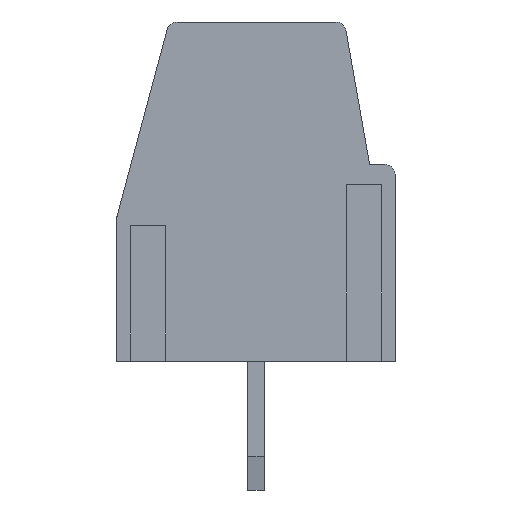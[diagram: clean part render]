
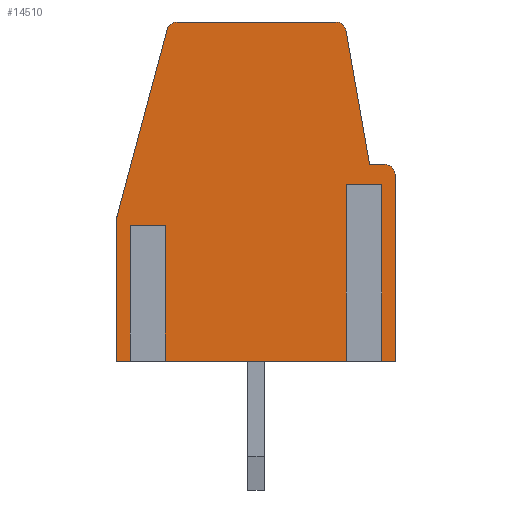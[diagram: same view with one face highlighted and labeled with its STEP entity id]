
A CAD part, left-side view. The second image highlights one B-rep face of the part: STEP entity #14510.
In plain terms, the highlighted planar face has unit normal (-1, 0, 0).
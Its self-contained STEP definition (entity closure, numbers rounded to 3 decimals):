
#12405 = EDGE_CURVE('',#12406,#12408,#12410,.T.);
#12406 = VERTEX_POINT('',#12407);
#12407 = CARTESIAN_POINT('',(-33.019,3.494,0.014));
#12408 = VERTEX_POINT('',#12409);
#12409 = CARTESIAN_POINT('',(-33.019,4.107,0.014));
#12410 = LINE('',#12411,#12412);
#12411 = CARTESIAN_POINT('',(-33.019,-4.093,0.014));
#12412 = VECTOR('',#12413,1.);
#12413 = DIRECTION('',(0.,1.,0.));
#12436 = VERTEX_POINT('',#12437);
#12437 = CARTESIAN_POINT('',(-33.019,-4.093,0.014));
#12443 = EDGE_CURVE('',#12436,#12444,#12446,.T.);
#12444 = VERTEX_POINT('',#12445);
#12445 = CARTESIAN_POINT('',(-33.019,-3.481,0.014));
#12446 = LINE('',#12447,#12448);
#12447 = CARTESIAN_POINT('',(-33.019,-4.093,0.014));
#12448 = VECTOR('',#12449,1.);
#12449 = DIRECTION('',(0.,1.,0.));
#12468 = VERTEX_POINT('',#12469);
#12469 = CARTESIAN_POINT('',(-33.019,-2.881,0.014));
#12475 = EDGE_CURVE('',#12468,#12476,#12478,.T.);
#12476 = VERTEX_POINT('',#12477);
#12477 = CARTESIAN_POINT('',(-33.019,2.894,0.014));
#12478 = LINE('',#12479,#12480);
#12479 = CARTESIAN_POINT('',(-33.019,-4.093,0.014));
#12480 = VECTOR('',#12481,1.);
#12481 = DIRECTION('',(0.,1.,0.));
#13998 = EDGE_CURVE('',#13999,#12436,#14001,.T.);
#13999 = VERTEX_POINT('',#14000);
#14000 = CARTESIAN_POINT('',(-33.019,-4.093,5.514));
#14001 = LINE('',#14002,#14003);
#14002 = CARTESIAN_POINT('',(-33.019,-4.093,5.814));
#14003 = VECTOR('',#14004,1.);
#14004 = DIRECTION('',(0.,0.,-1.));
#14022 = EDGE_CURVE('',#14023,#13999,#14025,.T.);
#14023 = VERTEX_POINT('',#14024);
#14024 = CARTESIAN_POINT('',(-33.019,-3.793,5.814));
#14025 = CIRCLE('',#14026,0.3);
#14026 = AXIS2_PLACEMENT_3D('',#14027,#14028,#14029);
#14027 = CARTESIAN_POINT('',(-33.019,-3.793,5.514));
#14028 = DIRECTION('',(1.,0.,0.));
#14029 = DIRECTION('',(0.,1.,0.));
#14047 = EDGE_CURVE('',#14048,#14023,#14050,.T.);
#14048 = VERTEX_POINT('',#14049);
#14049 = CARTESIAN_POINT('',(-33.019,-3.343,5.814));
#14050 = LINE('',#14051,#14052);
#14051 = CARTESIAN_POINT('',(-33.019,-3.343,5.814));
#14052 = VECTOR('',#14053,1.);
#14053 = DIRECTION('',(0.,-1.,0.));
#14071 = EDGE_CURVE('',#14072,#14048,#14074,.T.);
#14072 = VERTEX_POINT('',#14073);
#14073 = CARTESIAN_POINT('',(-33.019,-2.646,9.766));
#14074 = LINE('',#14075,#14076);
#14075 = CARTESIAN_POINT('',(-33.019,-2.646,9.766));
#14076 = VECTOR('',#14077,1.);
#14077 = DIRECTION('',(0.,-0.174,-0.985));
#14095 = EDGE_CURVE('',#14096,#14072,#14098,.T.);
#14096 = VERTEX_POINT('',#14097);
#14097 = CARTESIAN_POINT('',(-33.019,-2.351,10.014));
#14098 = CIRCLE('',#14099,0.3);
#14099 = AXIS2_PLACEMENT_3D('',#14100,#14101,#14102);
#14100 = CARTESIAN_POINT('',(-33.019,-2.351,9.714));
#14101 = DIRECTION('',(1.,0.,0.));
#14102 = DIRECTION('',(0.,1.,0.));
#14160 = EDGE_CURVE('',#14161,#14096,#14163,.T.);
#14161 = VERTEX_POINT('',#14162);
#14162 = CARTESIAN_POINT('',(-33.019,2.336,10.014));
#14163 = LINE('',#14164,#14165);
#14164 = CARTESIAN_POINT('',(-33.019,-4.093,10.014));
#14165 = VECTOR('',#14166,1.);
#14166 = DIRECTION('',(0.,-1.,0.));
#14184 = EDGE_CURVE('',#14185,#14161,#14187,.T.);
#14185 = VERTEX_POINT('',#14186);
#14186 = CARTESIAN_POINT('',(-33.019,2.626,9.791));
#14187 = CIRCLE('',#14188,0.3);
#14188 = AXIS2_PLACEMENT_3D('',#14189,#14190,#14191);
#14189 = CARTESIAN_POINT('',(-33.019,2.336,9.714));
#14190 = DIRECTION('',(1.,0.,0.));
#14191 = DIRECTION('',(0.,1.,0.));
#14209 = EDGE_CURVE('',#14210,#14185,#14212,.T.);
#14210 = VERTEX_POINT('',#14211);
#14211 = CARTESIAN_POINT('',(-33.019,4.107,4.264));
#14212 = LINE('',#14213,#14214);
#14213 = CARTESIAN_POINT('',(-33.019,4.107,4.264));
#14214 = VECTOR('',#14215,1.);
#14215 = DIRECTION('',(0.,-0.259,0.966));
#14233 = EDGE_CURVE('',#12408,#14210,#14234,.T.);
#14234 = LINE('',#14235,#14236);
#14235 = CARTESIAN_POINT('',(-33.019,4.107,0.014));
#14236 = VECTOR('',#14237,1.);
#14237 = DIRECTION('',(0.,0.,1.));
#14510 = ADVANCED_FACE('',(#14511),#14569,.F.);
#14511 = FACE_BOUND('',#14512,.T.);
#14512 = EDGE_LOOP('',(#14513,#14521,#14529,#14535,#14536,#14537,#14538,
    #14539,#14540,#14541,#14542,#14543,#14544,#14545,#14546,#14554,
    #14562,#14568));
#14513 = ORIENTED_EDGE('',*,*,#14514,.F.);
#14514 = EDGE_CURVE('',#14515,#12468,#14517,.T.);
#14515 = VERTEX_POINT('',#14516);
#14516 = CARTESIAN_POINT('',(-33.019,-2.881,5.214));
#14517 = LINE('',#14518,#14519);
#14518 = CARTESIAN_POINT('',(-33.019,-2.881,5.814));
#14519 = VECTOR('',#14520,1.);
#14520 = DIRECTION('',(0.,0.,-1.));
#14521 = ORIENTED_EDGE('',*,*,#14522,.F.);
#14522 = EDGE_CURVE('',#14523,#14515,#14525,.T.);
#14523 = VERTEX_POINT('',#14524);
#14524 = CARTESIAN_POINT('',(-33.019,-3.481,5.214));
#14525 = LINE('',#14526,#14527);
#14526 = CARTESIAN_POINT('',(-33.019,-4.093,5.214));
#14527 = VECTOR('',#14528,1.);
#14528 = DIRECTION('',(0.,1.,0.));
#14529 = ORIENTED_EDGE('',*,*,#14530,.F.);
#14530 = EDGE_CURVE('',#12444,#14523,#14531,.T.);
#14531 = LINE('',#14532,#14533);
#14532 = CARTESIAN_POINT('',(-33.019,-3.481,5.814));
#14533 = VECTOR('',#14534,1.);
#14534 = DIRECTION('',(0.,0.,1.));
#14535 = ORIENTED_EDGE('',*,*,#12443,.F.);
#14536 = ORIENTED_EDGE('',*,*,#13998,.F.);
#14537 = ORIENTED_EDGE('',*,*,#14022,.F.);
#14538 = ORIENTED_EDGE('',*,*,#14047,.F.);
#14539 = ORIENTED_EDGE('',*,*,#14071,.F.);
#14540 = ORIENTED_EDGE('',*,*,#14095,.F.);
#14541 = ORIENTED_EDGE('',*,*,#14160,.F.);
#14542 = ORIENTED_EDGE('',*,*,#14184,.F.);
#14543 = ORIENTED_EDGE('',*,*,#14209,.F.);
#14544 = ORIENTED_EDGE('',*,*,#14233,.F.);
#14545 = ORIENTED_EDGE('',*,*,#12405,.F.);
#14546 = ORIENTED_EDGE('',*,*,#14547,.F.);
#14547 = EDGE_CURVE('',#14548,#12406,#14550,.T.);
#14548 = VERTEX_POINT('',#14549);
#14549 = CARTESIAN_POINT('',(-33.019,3.494,4.014));
#14550 = LINE('',#14551,#14552);
#14551 = CARTESIAN_POINT('',(-33.019,3.494,5.814));
#14552 = VECTOR('',#14553,1.);
#14553 = DIRECTION('',(0.,0.,-1.));
#14554 = ORIENTED_EDGE('',*,*,#14555,.F.);
#14555 = EDGE_CURVE('',#14556,#14548,#14558,.T.);
#14556 = VERTEX_POINT('',#14557);
#14557 = CARTESIAN_POINT('',(-33.019,2.894,4.014));
#14558 = LINE('',#14559,#14560);
#14559 = CARTESIAN_POINT('',(-33.019,-4.093,4.014));
#14560 = VECTOR('',#14561,1.);
#14561 = DIRECTION('',(0.,1.,0.));
#14562 = ORIENTED_EDGE('',*,*,#14563,.F.);
#14563 = EDGE_CURVE('',#12476,#14556,#14564,.T.);
#14564 = LINE('',#14565,#14566);
#14565 = CARTESIAN_POINT('',(-33.019,2.894,5.814));
#14566 = VECTOR('',#14567,1.);
#14567 = DIRECTION('',(0.,0.,1.));
#14568 = ORIENTED_EDGE('',*,*,#12475,.F.);
#14569 = PLANE('',#14570);
#14570 = AXIS2_PLACEMENT_3D('',#14571,#14572,#14573);
#14571 = CARTESIAN_POINT('',(-33.019,-4.093,5.814));
#14572 = DIRECTION('',(1.,0.,0.));
#14573 = DIRECTION('',(0.,1.,0.));
